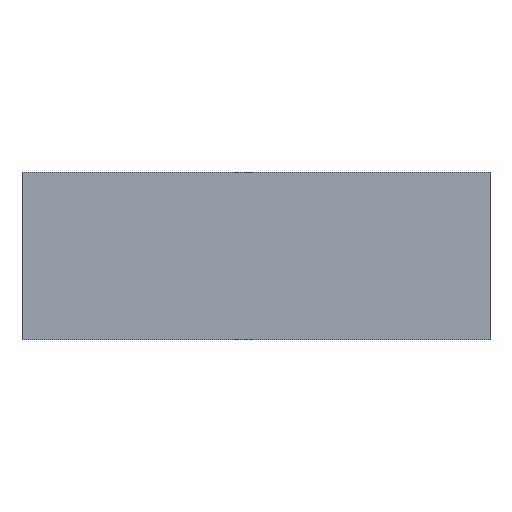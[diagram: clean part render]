
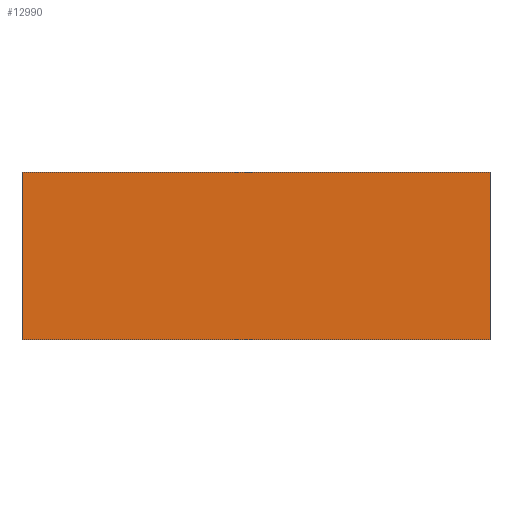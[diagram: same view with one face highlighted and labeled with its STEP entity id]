
A CAD part, top view. The second image highlights one B-rep face of the part: STEP entity #12990.
In plain terms, the highlighted face is planar.
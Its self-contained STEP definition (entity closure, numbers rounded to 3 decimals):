
#761=ORIENTED_EDGE('',*,*,#4629,.T.);
#762=ORIENTED_EDGE('',*,*,#4640,.F.);
#763=ORIENTED_EDGE('',*,*,#4591,.F.);
#764=ORIENTED_EDGE('',*,*,#4652,.T.);
#4591=EDGE_CURVE('',#6563,#6564,#7843,.T.);
#4629=EDGE_CURVE('',#6602,#6601,#7881,.T.);
#4640=EDGE_CURVE('',#6564,#6601,#7892,.T.);
#4652=EDGE_CURVE('',#6563,#6602,#7904,.T.);
#6563=VERTEX_POINT('',#18714);
#6564=VERTEX_POINT('',#18716);
#6601=VERTEX_POINT('',#18795);
#6602=VERTEX_POINT('',#18797);
#7843=LINE('',#18715,#9435);
#7881=LINE('',#18796,#9473);
#7892=LINE('',#18817,#9484);
#7904=LINE('',#18840,#9496);
#9435=VECTOR('',#14876,1000.);
#9473=VECTOR('',#14924,1000.);
#9484=VECTOR('',#14937,1000.);
#9496=VECTOR('',#14957,1000.);
#10988=EDGE_LOOP('',(#761,#762,#763,#764));
#11722=FACE_BOUND('',#10988,.T.);
#12451=PLANE('',#13727);
#12990=ADVANCED_FACE('',(#11722),#12451,.F.);
#13727=AXIS2_PLACEMENT_3D('',#18897,#15000,#15001);
#14876=DIRECTION('',(-1.,0.,0.));
#14924=DIRECTION('',(-1.,0.,0.));
#14937=DIRECTION('',(0.,0.,-1.));
#14957=DIRECTION('',(0.,0.,-1.));
#15000=DIRECTION('',(0.,-1.,0.));
#15001=DIRECTION('',(0.,0.,-1.));
#18714=CARTESIAN_POINT('',(12.75,4.5,9.12));
#18715=CARTESIAN_POINT('',(12.75,4.5,9.12));
#18716=CARTESIAN_POINT('',(-12.75,4.5,9.12));
#18795=CARTESIAN_POINT('',(-12.75,4.5,0.));
#18796=CARTESIAN_POINT('',(12.75,4.5,0.));
#18797=CARTESIAN_POINT('',(12.75,4.5,0.));
#18817=CARTESIAN_POINT('',(-12.75,4.5,9.12));
#18840=CARTESIAN_POINT('',(12.75,4.5,9.12));
#18897=CARTESIAN_POINT('',(12.75,4.5,9.12));
